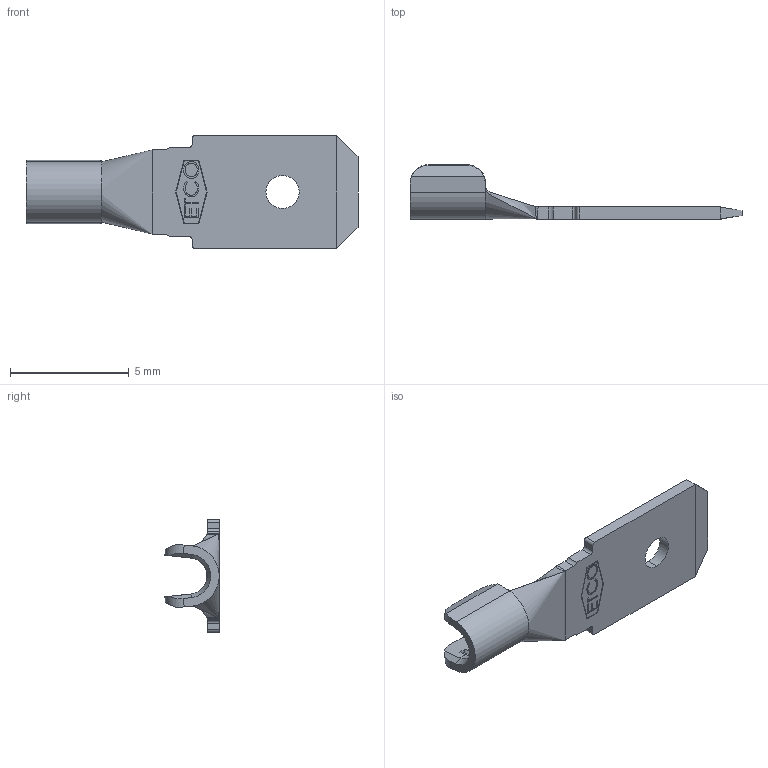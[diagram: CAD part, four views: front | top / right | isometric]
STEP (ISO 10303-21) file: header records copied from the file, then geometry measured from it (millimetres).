
FILE_DESCRIPTION (( 'STEP AP203' ), '1' );
FILE_NAME ('07947.STEP', '2015-01-29T13:19:25', ( '' ), ( '' ), 'SwSTEP 2.0', 'SolidWorks 2014', '' );
FILE_SCHEMA (( 'CONFIG_CONTROL_DESIGN' ));
Length unit declared in the file: inch
Products named in the file (1): 07947
Bounding box: 13.97 x 2.29 x 4.75 mm (x, y, z)
Volume: 28.9 mm3; surface area: 140.2 mm2
Topology: 1 solids, 1 shells, 157 faces, 402 edges, 254 vertices
Faces by surface type: plane 101, bspline 25, cylinder 22, cone 9
Entity records: 6114 total; most frequent: CARTESIAN_POINT 2415, ORIENTED_EDGE 804, DIRECTION 649, EDGE_CURVE 402, VECTOR 293, LINE 293, VERTEX_POINT 254, AXIS2_PLACEMENT_3D 178
